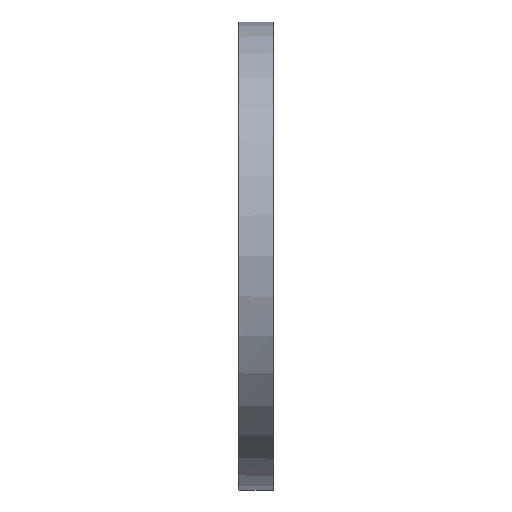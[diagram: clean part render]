
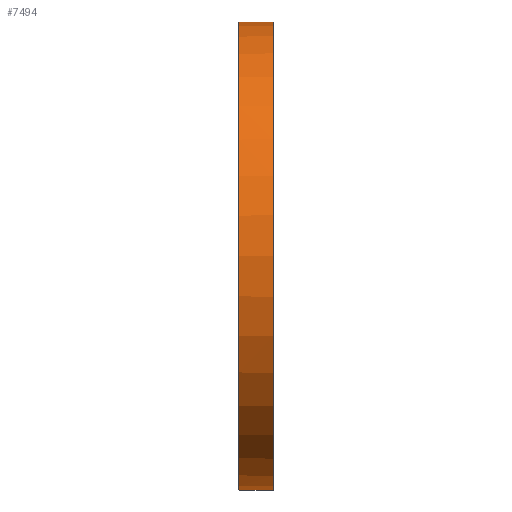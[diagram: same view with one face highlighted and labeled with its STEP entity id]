
A CAD part, left-side view. The second image highlights one B-rep face of the part: STEP entity #7494.
In plain terms, the highlighted cylindrical face has radius 184.15 mm (diameter 368.3 mm), a partial arc.
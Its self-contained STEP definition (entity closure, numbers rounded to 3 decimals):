
#67 = ORIENTED_EDGE ( 'NONE', *, *, #2296, .T. ) ;
#342 = EDGE_CURVE ( 'NONE', #7088, #7271, #2767, .T. ) ;
#603 = EDGE_CURVE ( 'NONE', #5487, #7271, #1281, .T. ) ;
#713 = CARTESIAN_POINT ( 'NONE',  ( 0., 26.7, 0. ) ) ;
#854 = LINE ( 'NONE', #7560, #5240 ) ;
#1068 = VERTEX_POINT ( 'NONE', #3201 ) ;
#1079 = VERTEX_POINT ( 'NONE', #3970 ) ;
#1259 = LINE ( 'NONE', #7300, #7627 ) ;
#1281 = CIRCLE ( 'NONE', #5625, 184.15 ) ;
#1304 = DIRECTION ( 'NONE',  ( 0., 0., -1. ) ) ;
#1404 = CIRCLE ( 'NONE', #3956, 184.15 ) ;
#1420 = CARTESIAN_POINT ( 'NONE',  ( -1.5, 27.5, -184.144 ) ) ;
#1448 = DIRECTION ( 'NONE',  ( 0., -1., 0. ) ) ;
#1474 = ORIENTED_EDGE ( 'NONE', *, *, #342, .F. ) ;
#1522 = DIRECTION ( 'NONE',  ( 0., 1., 0. ) ) ;
#1672 = AXIS2_PLACEMENT_3D ( 'NONE', #713, #4879, #1304 ) ;
#1711 = VERTEX_POINT ( 'NONE', #1420 ) ;
#1732 = CARTESIAN_POINT ( 'NONE',  ( 0., 26.7, 0. ) ) ;
#1971 = CYLINDRICAL_SURFACE ( 'NONE', #3813, 184.15 ) ;
#1995 = CIRCLE ( 'NONE', #1672, 184.15 ) ;
#2255 = CIRCLE ( 'NONE', #2270, 184.15 ) ;
#2270 = AXIS2_PLACEMENT_3D ( 'NONE', #1732, #5909, #2333 ) ;
#2296 = EDGE_CURVE ( 'NONE', #1711, #7227, #1259, .T. ) ;
#2333 = DIRECTION ( 'NONE',  ( 0., 0., -1. ) ) ;
#2530 = CARTESIAN_POINT ( 'NONE',  ( 0., 0.5, 0. ) ) ;
#2587 = VECTOR ( 'NONE', #5756, 1000. ) ;
#2767 = LINE ( 'NONE', #6955, #2587 ) ;
#3047 = ORIENTED_EDGE ( 'NONE', *, *, #6916, .T. ) ;
#3201 = CARTESIAN_POINT ( 'NONE',  ( -1.5, 26.7, 184.144 ) ) ;
#3294 = CARTESIAN_POINT ( 'NONE',  ( 0., 0.5, 184.15 ) ) ;
#3732 = DIRECTION ( 'NONE',  ( 0., -1., 0. ) ) ;
#3813 = AXIS2_PLACEMENT_3D ( 'NONE', #5515, #3732, #6746 ) ;
#3956 = AXIS2_PLACEMENT_3D ( 'NONE', #5039, #1448, #5631 ) ;
#3970 = CARTESIAN_POINT ( 'NONE',  ( 0., 26.7, -184.15 ) ) ;
#3983 = DIRECTION ( 'NONE',  ( 0., -1., 0. ) ) ;
#4111 = FACE_OUTER_BOUND ( 'NONE', #6580, .T. ) ;
#4284 = CARTESIAN_POINT ( 'NONE',  ( 0., 26.7, 184.15 ) ) ;
#4507 = VECTOR ( 'NONE', #1522, 1000. ) ;
#4702 = LINE ( 'NONE', #6301, #4507 ) ;
#4879 = DIRECTION ( 'NONE',  ( 0., -1., 0. ) ) ;
#5039 = CARTESIAN_POINT ( 'NONE',  ( 0., 27.5, 0. ) ) ;
#5170 = ORIENTED_EDGE ( 'NONE', *, *, #7651, .T. ) ;
#5198 = CARTESIAN_POINT ( 'NONE',  ( 0., 0.5, -184.15 ) ) ;
#5240 = VECTOR ( 'NONE', #3983, 1000. ) ;
#5316 = ORIENTED_EDGE ( 'NONE', *, *, #603, .T. ) ;
#5405 = CARTESIAN_POINT ( 'NONE',  ( -1.5, 27.5, 184.144 ) ) ;
#5487 = VERTEX_POINT ( 'NONE', #5198 ) ;
#5515 = CARTESIAN_POINT ( 'NONE',  ( 0., -20.091, 0. ) ) ;
#5625 = AXIS2_PLACEMENT_3D ( 'NONE', #2530, #7689, #6709 ) ;
#5631 = DIRECTION ( 'NONE',  ( 0., 0., -1. ) ) ;
#5696 = VERTEX_POINT ( 'NONE', #5405 ) ;
#5756 = DIRECTION ( 'NONE',  ( 0., -1., 0. ) ) ;
#5760 = EDGE_CURVE ( 'NONE', #7227, #1079, #1995, .T. ) ;
#5909 = DIRECTION ( 'NONE',  ( 0., -1., 0. ) ) ;
#6010 = EDGE_CURVE ( 'NONE', #1068, #5696, #4702, .T. ) ;
#6025 = ORIENTED_EDGE ( 'NONE', *, *, #7200, .T. ) ;
#6301 = CARTESIAN_POINT ( 'NONE',  ( -1.5, -20.091, 184.144 ) ) ;
#6580 = EDGE_LOOP ( 'NONE', ( #1474, #3047, #6855, #6025, #67, #7737, #5170, #5316 ) ) ;
#6688 = DIRECTION ( 'NONE',  ( 0., -1., 0. ) ) ;
#6709 = DIRECTION ( 'NONE',  ( 0., 0., 1. ) ) ;
#6746 = DIRECTION ( 'NONE',  ( 0., 0., -1. ) ) ;
#6855 = ORIENTED_EDGE ( 'NONE', *, *, #6010, .T. ) ;
#6916 = EDGE_CURVE ( 'NONE', #7088, #1068, #2255, .T. ) ;
#6955 = CARTESIAN_POINT ( 'NONE',  ( 0., -20.091, 184.15 ) ) ;
#7088 = VERTEX_POINT ( 'NONE', #4284 ) ;
#7200 = EDGE_CURVE ( 'NONE', #5696, #1711, #1404, .T. ) ;
#7227 = VERTEX_POINT ( 'NONE', #7444 ) ;
#7271 = VERTEX_POINT ( 'NONE', #3294 ) ;
#7300 = CARTESIAN_POINT ( 'NONE',  ( -1.5, -20.091, -184.144 ) ) ;
#7444 = CARTESIAN_POINT ( 'NONE',  ( -1.5, 26.7, -184.144 ) ) ;
#7494 = ADVANCED_FACE ( 'NONE', ( #4111 ), #1971, .T. ) ;
#7560 = CARTESIAN_POINT ( 'NONE',  ( 0., -20.091, -184.15 ) ) ;
#7627 = VECTOR ( 'NONE', #6688, 1000. ) ;
#7651 = EDGE_CURVE ( 'NONE', #1079, #5487, #854, .T. ) ;
#7689 = DIRECTION ( 'NONE',  ( 0., 1., 0. ) ) ;
#7737 = ORIENTED_EDGE ( 'NONE', *, *, #5760, .T. ) ;
